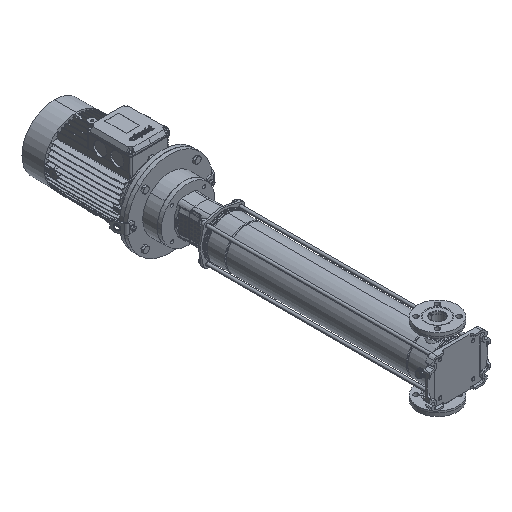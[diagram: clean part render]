
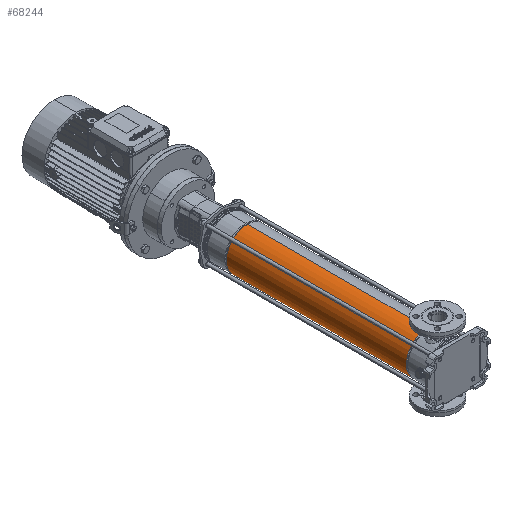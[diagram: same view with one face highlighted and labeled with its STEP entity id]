
A CAD part, isometric view. The second image highlights one B-rep face of the part: STEP entity #68244.
In plain terms, the highlighted cylindrical face has radius 85.9 mm (diameter 171.8 mm), a partial arc.
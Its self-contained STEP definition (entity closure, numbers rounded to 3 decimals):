
#380 = DIRECTION ( 'NONE',  ( 0., 0., -1. ) ) ;
#866 = DIRECTION ( 'NONE',  ( -1., 0., 0. ) ) ;
#2628 = CARTESIAN_POINT ( 'NONE',  ( 0., 0., 0. ) ) ;
#12368 = LINE ( 'NONE', #58455, #66240 ) ;
#20658 = DIRECTION ( 'NONE',  ( 0., 0., -1. ) ) ;
#22661 = EDGE_CURVE ( 'NONE', #67069, #57796, #12368, .T. ) ;
#23711 = CARTESIAN_POINT ( 'NONE',  ( -85.9, 0., 832.103 ) ) ;
#28245 = DIRECTION ( 'NONE',  ( -1., 0., 0. ) ) ;
#34073 = DIRECTION ( 'NONE',  ( -1., 0., 0. ) ) ;
#36896 = ORIENTED_EDGE ( 'NONE', *, *, #47222, .F. ) ;
#42774 = EDGE_CURVE ( 'NONE', #71354, #57796, #56413, .T. ) ;
#43982 = AXIS2_PLACEMENT_3D ( 'NONE', #78287, #380, #866 ) ;
#46738 = AXIS2_PLACEMENT_3D ( 'NONE', #97504, #20658, #28245 ) ;
#47222 = EDGE_CURVE ( 'NONE', #62786, #71354, #79660, .T. ) ;
#47589 = EDGE_CURVE ( 'NONE', #62786, #67069, #68228, .T. ) ;
#49865 = CARTESIAN_POINT ( 'NONE',  ( 85.9, 0., 0. ) ) ;
#50245 = DIRECTION ( 'NONE',  ( 0., 0., -1. ) ) ;
#54039 = AXIS2_PLACEMENT_3D ( 'NONE', #2628, #50245, #34073 ) ;
#56413 = CIRCLE ( 'NONE', #46738, 85.9 ) ;
#56927 = ORIENTED_EDGE ( 'NONE', *, *, #47589, .T. ) ;
#57796 = VERTEX_POINT ( 'NONE', #62583 ) ;
#58455 = CARTESIAN_POINT ( 'NONE',  ( -85.9, 0., 0. ) ) ;
#58815 = FACE_OUTER_BOUND ( 'NONE', #97585, .T. ) ;
#62583 = CARTESIAN_POINT ( 'NONE',  ( -85.9, 0., 93.897 ) ) ;
#62786 = VERTEX_POINT ( 'NONE', #82972 ) ;
#64923 = VECTOR ( 'NONE', #80658, 1000. ) ;
#66240 = VECTOR ( 'NONE', #82158, 1000. ) ;
#67069 = VERTEX_POINT ( 'NONE', #23711 ) ;
#68228 = CIRCLE ( 'NONE', #43982, 85.9 ) ;
#68244 = ADVANCED_FACE ( 'NONE', ( #58815 ), #87611, .T. ) ;
#68303 = CARTESIAN_POINT ( 'NONE',  ( 85.9, 0., 93.897 ) ) ;
#71354 = VERTEX_POINT ( 'NONE', #68303 ) ;
#78287 = CARTESIAN_POINT ( 'NONE',  ( 0., 0., 832.103 ) ) ;
#79660 = LINE ( 'NONE', #49865, #64923 ) ;
#80658 = DIRECTION ( 'NONE',  ( 0., 0., -1. ) ) ;
#82158 = DIRECTION ( 'NONE',  ( 0., 0., -1. ) ) ;
#82972 = CARTESIAN_POINT ( 'NONE',  ( 85.9, 0., 832.103 ) ) ;
#83799 = ORIENTED_EDGE ( 'NONE', *, *, #42774, .F. ) ;
#87611 = CYLINDRICAL_SURFACE ( 'NONE', #54039, 85.9 ) ;
#97504 = CARTESIAN_POINT ( 'NONE',  ( 0., 0., 93.897 ) ) ;
#97585 = EDGE_LOOP ( 'NONE', ( #36896, #56927, #98979, #83799 ) ) ;
#98979 = ORIENTED_EDGE ( 'NONE', *, *, #22661, .T. ) ;
